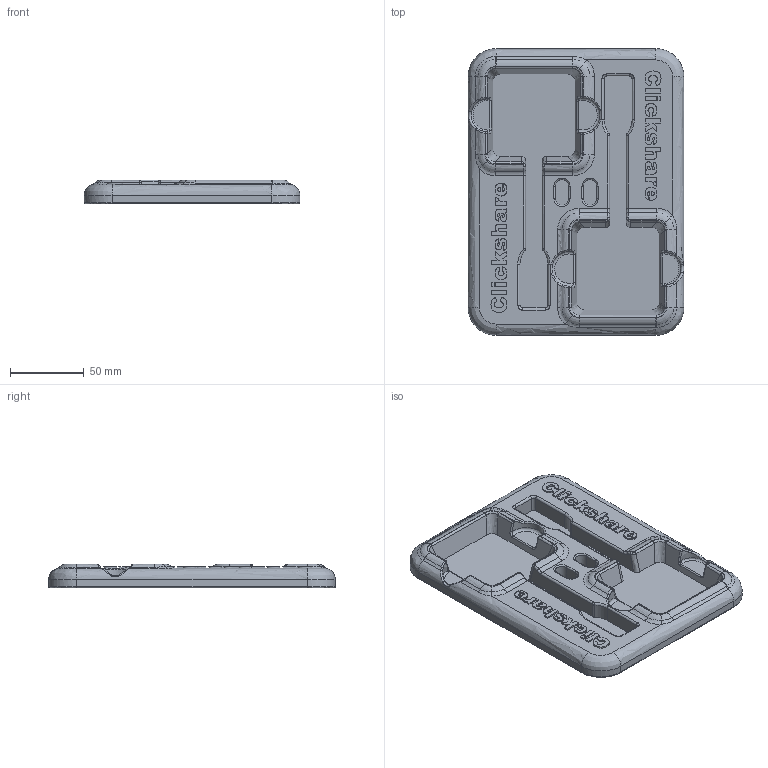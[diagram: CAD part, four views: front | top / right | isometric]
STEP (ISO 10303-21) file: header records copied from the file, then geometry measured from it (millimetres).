
FILE_DESCRIPTION(('FreeCAD Model'),'2;1');
FILE_NAME('Open CASCADE Shape Model','2025-05-03T22:27:53',('FreeCAD'),( 'FreeCAD'),'Open CASCADE STEP processor 7.6','FreeCAD','Unknown');
FILE_SCHEMA(('AUTOMOTIVE_DESIGN { 1 0 10303 214 1 1 1 1 }'));
Products named in the file (1): Open CASCADE STEP translator 7.6 1
Bounding box: 146.75 x 194.81 x 16.2 mm (x, y, z)
Volume: 253493 mm3; surface area: 74553.8 mm2
Topology: 1 solids, 1 shells, 704 faces, 1928 edges, 1254 vertices
Faces by surface type: bspline 704
Entity records: 36213 total; most frequent: CARTESIAN_POINT 24886, ORIENTED_EDGE 3856, EDGE_CURVE 1928, B_SPLINE_CURVE_WITH_KNOTS 1590, VERTEX_POINT 1254, FACE_BOUND 732, EDGE_LOOP 732, ADVANCED_FACE 704
